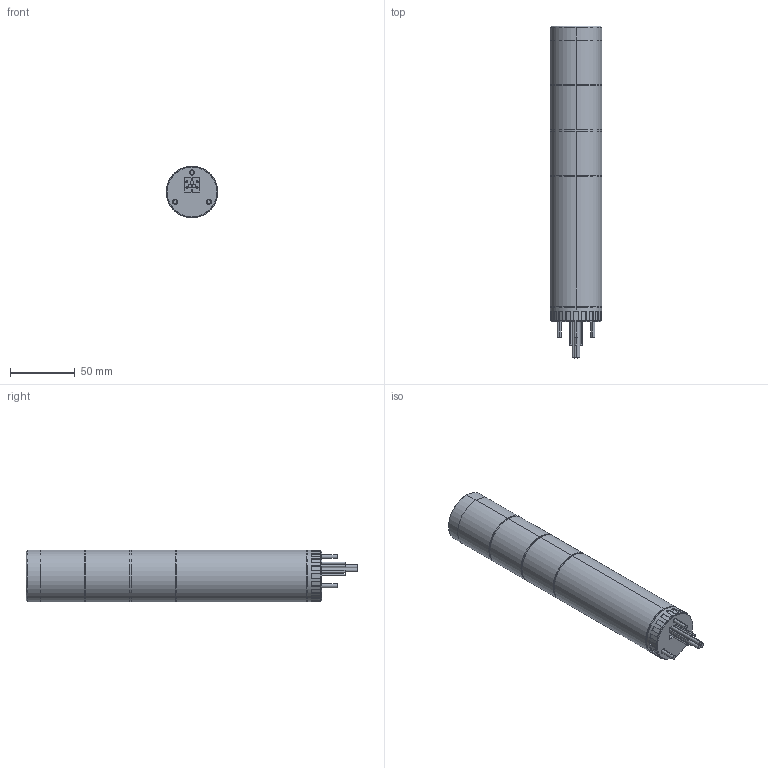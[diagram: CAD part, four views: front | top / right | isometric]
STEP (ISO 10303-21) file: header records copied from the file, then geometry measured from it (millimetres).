
FILE_DESCRIPTION (( 'STEP AP214' ), '1' );
FILE_NAME ('LCE-3M2W-RYG.step', '2016-10-25T14:43:41', ( '' ), ( '' ), 'SwSTEP 2.0', 'SolidWorks 2016', '' );
FILE_SCHEMA (( 'AUTOMOTIVE_DESIGN' ));
Length unit declared in the file: millimetre
Products named in the file (1): LCE-3M2W-RYG
Bounding box: 40 x 256 x 40 mm (x, y, z)
Volume: 285737.5 mm3; surface area: 58319.7 mm2
Topology: 24 solids, 24 shells, 214 faces, 488 edges, 324 vertices
Faces by surface type: plane 154, cylinder 56, cone 2, torus 2
Entity records: 6303 total; most frequent: DIRECTION 1076, CARTESIAN_POINT 1027, ORIENTED_EDGE 976, EDGE_CURVE 488, AXIS2_PLACEMENT_3D 373, VECTOR 330, LINE 330, VERTEX_POINT 324
